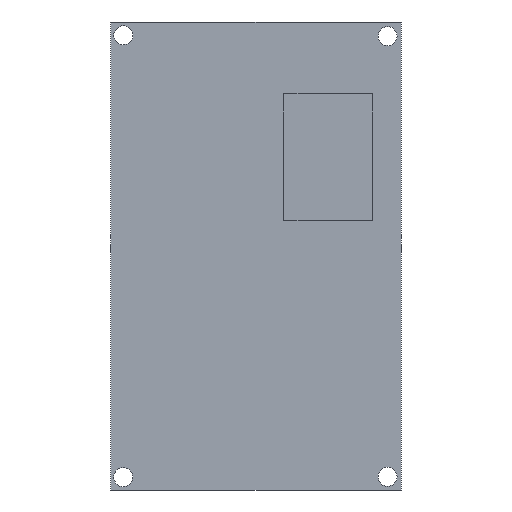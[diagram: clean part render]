
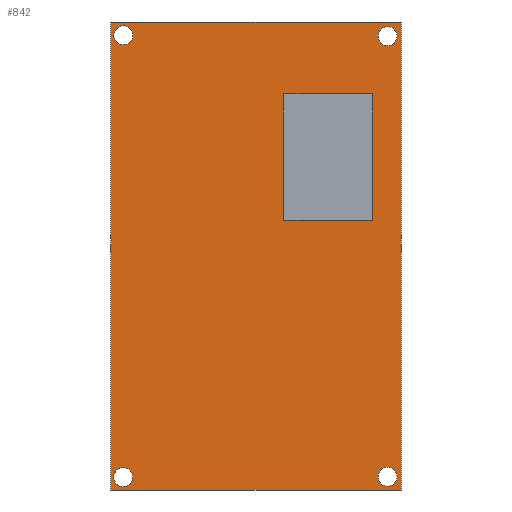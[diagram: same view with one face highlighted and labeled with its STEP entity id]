
A CAD part, left-side view. The second image highlights one B-rep face of the part: STEP entity #842.
In plain terms, the highlighted planar face has unit normal (-1, 0, 0).
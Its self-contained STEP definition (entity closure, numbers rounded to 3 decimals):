
#518=CARTESIAN_POINT('Axis2P3D Location',(0.,43.98,71.899)) ;
#522=CARTESIAN_POINT('Vertex',(0.,45.48,71.899)) ;
#524=CARTESIAN_POINT('Vertex',(0.,42.48,71.899)) ;
#544=CARTESIAN_POINT('Axis2P3D Location',(0.,43.98,71.899)) ;
#561=CARTESIAN_POINT('Axis2P3D Location',(0.,43.996,2.04)) ;
#565=CARTESIAN_POINT('Vertex',(0.,45.496,2.04)) ;
#567=CARTESIAN_POINT('Vertex',(0.,42.496,2.04)) ;
#587=CARTESIAN_POINT('Axis2P3D Location',(0.,43.996,2.04)) ;
#604=CARTESIAN_POINT('Axis2P3D Location',(0.,2.189,2.08)) ;
#608=CARTESIAN_POINT('Vertex',(0.,3.689,2.08)) ;
#610=CARTESIAN_POINT('Vertex',(0.,0.689,2.08)) ;
#630=CARTESIAN_POINT('Axis2P3D Location',(0.,2.189,2.08)) ;
#651=CARTESIAN_POINT('Vertex',(0.,0.,74.)) ;
#654=CARTESIAN_POINT('Line Origine',(0.,0.,37.)) ;
#658=CARTESIAN_POINT('Vertex',(0.,0.,0.)) ;
#682=CARTESIAN_POINT('Vertex',(0.,46.,74.)) ;
#685=CARTESIAN_POINT('Line Origine',(0.,23.,74.)) ;
#706=CARTESIAN_POINT('Vertex',(0.,46.,0.)) ;
#709=CARTESIAN_POINT('Line Origine',(0.,46.,37.)) ;
#726=CARTESIAN_POINT('Line Origine',(0.,23.,0.)) ;
#743=CARTESIAN_POINT('Axis2P3D Location',(0.,2.193,71.77)) ;
#747=CARTESIAN_POINT('Vertex',(0.,3.693,71.77)) ;
#749=CARTESIAN_POINT('Vertex',(0.,0.693,71.77)) ;
#769=CARTESIAN_POINT('Axis2P3D Location',(0.,2.193,71.77)) ;
#781=CARTESIAN_POINT('Axis2P3D Location',(0.,0.,0.)) ;
#792=CARTESIAN_POINT('Line Origine',(0.,4.586,52.626)) ;
#796=CARTESIAN_POINT('Vertex',(0.,4.586,42.626)) ;
#798=CARTESIAN_POINT('Vertex',(0.,4.586,62.626)) ;
#801=CARTESIAN_POINT('Line Origine',(0.,11.586,42.626)) ;
#805=CARTESIAN_POINT('Vertex',(0.,18.586,42.626)) ;
#808=CARTESIAN_POINT('Line Origine',(0.,18.586,52.626)) ;
#812=CARTESIAN_POINT('Vertex',(0.,18.586,62.626)) ;
#815=CARTESIAN_POINT('Line Origine',(0.,11.586,62.626)) ;
#519=DIRECTION('Axis2P3D Direction',(1.,0.,0.)) ;
#545=DIRECTION('Axis2P3D Direction',(1.,0.,0.)) ;
#562=DIRECTION('Axis2P3D Direction',(1.,0.,0.)) ;
#588=DIRECTION('Axis2P3D Direction',(1.,0.,0.)) ;
#605=DIRECTION('Axis2P3D Direction',(1.,0.,0.)) ;
#631=DIRECTION('Axis2P3D Direction',(1.,0.,0.)) ;
#655=DIRECTION('Vector Direction',(0.,0.,-1.)) ;
#686=DIRECTION('Vector Direction',(0.,-1.,0.)) ;
#710=DIRECTION('Vector Direction',(0.,0.,1.)) ;
#727=DIRECTION('Vector Direction',(0.,1.,0.)) ;
#744=DIRECTION('Axis2P3D Direction',(1.,0.,0.)) ;
#770=DIRECTION('Axis2P3D Direction',(1.,0.,0.)) ;
#782=DIRECTION('Axis2P3D Direction',(1.,0.,0.)) ;
#783=DIRECTION('Axis2P3D XDirection',(0.,1.,0.)) ;
#793=DIRECTION('Vector Direction',(0.,0.,1.)) ;
#802=DIRECTION('Vector Direction',(0.,1.,0.)) ;
#809=DIRECTION('Vector Direction',(0.,0.,-1.)) ;
#816=DIRECTION('Vector Direction',(0.,-1.,0.)) ;
#520=AXIS2_PLACEMENT_3D('Circle Axis2P3D',#518,#519,$) ;
#546=AXIS2_PLACEMENT_3D('Circle Axis2P3D',#544,#545,$) ;
#563=AXIS2_PLACEMENT_3D('Circle Axis2P3D',#561,#562,$) ;
#589=AXIS2_PLACEMENT_3D('Circle Axis2P3D',#587,#588,$) ;
#606=AXIS2_PLACEMENT_3D('Circle Axis2P3D',#604,#605,$) ;
#632=AXIS2_PLACEMENT_3D('Circle Axis2P3D',#630,#631,$) ;
#745=AXIS2_PLACEMENT_3D('Circle Axis2P3D',#743,#744,$) ;
#771=AXIS2_PLACEMENT_3D('Circle Axis2P3D',#769,#770,$) ;
#784=AXIS2_PLACEMENT_3D('Plane Axis2P3D',#781,#782,#783) ;
#787=ORIENTED_EDGE('',*,*,#660,.F.) ;
#788=ORIENTED_EDGE('',*,*,#689,.F.) ;
#789=ORIENTED_EDGE('',*,*,#713,.F.) ;
#790=ORIENTED_EDGE('',*,*,#730,.F.) ;
#821=ORIENTED_EDGE('',*,*,#800,.F.) ;
#822=ORIENTED_EDGE('',*,*,#807,.F.) ;
#823=ORIENTED_EDGE('',*,*,#814,.F.) ;
#824=ORIENTED_EDGE('',*,*,#819,.F.) ;
#827=ORIENTED_EDGE('',*,*,#773,.T.) ;
#828=ORIENTED_EDGE('',*,*,#751,.T.) ;
#831=ORIENTED_EDGE('',*,*,#548,.T.) ;
#832=ORIENTED_EDGE('',*,*,#526,.T.) ;
#835=ORIENTED_EDGE('',*,*,#591,.T.) ;
#836=ORIENTED_EDGE('',*,*,#569,.T.) ;
#839=ORIENTED_EDGE('',*,*,#634,.T.) ;
#840=ORIENTED_EDGE('',*,*,#612,.T.) ;
#825=FACE_BOUND('',#820,.T.) ;
#829=FACE_BOUND('',#826,.T.) ;
#833=FACE_BOUND('',#830,.T.) ;
#837=FACE_BOUND('',#834,.T.) ;
#841=FACE_BOUND('',#838,.T.) ;
#656=VECTOR('Line Direction',#655,1.) ;
#687=VECTOR('Line Direction',#686,1.) ;
#711=VECTOR('Line Direction',#710,1.) ;
#728=VECTOR('Line Direction',#727,1.) ;
#794=VECTOR('Line Direction',#793,1.) ;
#803=VECTOR('Line Direction',#802,1.) ;
#810=VECTOR('Line Direction',#809,1.) ;
#817=VECTOR('Line Direction',#816,1.) ;
#842=ADVANCED_FACE('PartBody',(#791,#825,#829,#833,#837,#841),#785,.F.) ;
#521=CIRCLE('generated circle',#520,1.5) ;
#547=CIRCLE('generated circle',#546,1.5) ;
#564=CIRCLE('generated circle',#563,1.5) ;
#590=CIRCLE('generated circle',#589,1.5) ;
#607=CIRCLE('generated circle',#606,1.5) ;
#633=CIRCLE('generated circle',#632,1.5) ;
#746=CIRCLE('generated circle',#745,1.5) ;
#772=CIRCLE('generated circle',#771,1.5) ;
#526=EDGE_CURVE('',#523,#525,#521,.T.) ;
#548=EDGE_CURVE('',#525,#523,#547,.T.) ;
#569=EDGE_CURVE('',#566,#568,#564,.T.) ;
#591=EDGE_CURVE('',#568,#566,#590,.T.) ;
#612=EDGE_CURVE('',#609,#611,#607,.T.) ;
#634=EDGE_CURVE('',#611,#609,#633,.T.) ;
#660=EDGE_CURVE('',#652,#659,#657,.T.) ;
#689=EDGE_CURVE('',#683,#652,#688,.T.) ;
#713=EDGE_CURVE('',#707,#683,#712,.T.) ;
#730=EDGE_CURVE('',#659,#707,#729,.T.) ;
#751=EDGE_CURVE('',#748,#750,#746,.T.) ;
#773=EDGE_CURVE('',#750,#748,#772,.T.) ;
#800=EDGE_CURVE('',#797,#799,#795,.T.) ;
#807=EDGE_CURVE('',#806,#797,#804,.F.) ;
#814=EDGE_CURVE('',#813,#806,#811,.T.) ;
#819=EDGE_CURVE('',#799,#813,#818,.F.) ;
#786=EDGE_LOOP('',(#787,#788,#789,#790)) ;
#820=EDGE_LOOP('',(#821,#822,#823,#824)) ;
#826=EDGE_LOOP('',(#827,#828)) ;
#830=EDGE_LOOP('',(#831,#832)) ;
#834=EDGE_LOOP('',(#835,#836)) ;
#838=EDGE_LOOP('',(#839,#840)) ;
#791=FACE_OUTER_BOUND('',#786,.T.) ;
#657=LINE('Line',#654,#656) ;
#688=LINE('Line',#685,#687) ;
#712=LINE('Line',#709,#711) ;
#729=LINE('Line',#726,#728) ;
#795=LINE('Line',#792,#794) ;
#804=LINE('Line',#801,#803) ;
#811=LINE('Line',#808,#810) ;
#818=LINE('Line',#815,#817) ;
#785=PLANE('',#784) ;
#523=VERTEX_POINT('',#522) ;
#525=VERTEX_POINT('',#524) ;
#566=VERTEX_POINT('',#565) ;
#568=VERTEX_POINT('',#567) ;
#609=VERTEX_POINT('',#608) ;
#611=VERTEX_POINT('',#610) ;
#652=VERTEX_POINT('',#651) ;
#659=VERTEX_POINT('',#658) ;
#683=VERTEX_POINT('',#682) ;
#707=VERTEX_POINT('',#706) ;
#748=VERTEX_POINT('',#747) ;
#750=VERTEX_POINT('',#749) ;
#797=VERTEX_POINT('',#796) ;
#799=VERTEX_POINT('',#798) ;
#806=VERTEX_POINT('',#805) ;
#813=VERTEX_POINT('',#812) ;
